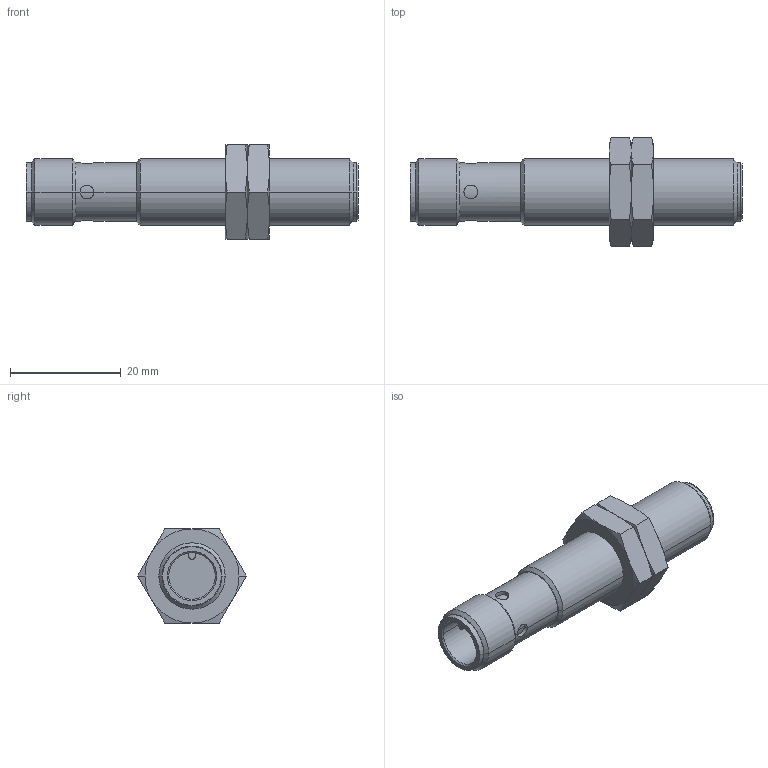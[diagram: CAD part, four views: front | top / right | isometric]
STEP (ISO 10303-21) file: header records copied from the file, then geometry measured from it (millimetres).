
FILE_DESCRIPTION( ( '' ), '1' );
FILE_NAME( 'ifc247_2_03.stp', '2008-10-06T09:18:41', ( '' ), ( '' ), ' ', ' ', ' ' );
FILE_SCHEMA( ( 'CONFIG_CONTROL_DESIGN' ) );
Length unit declared in the file: millimetre
Products named in the file (3): 1; 2; 3
Bounding box: 60 x 19.63 x 17 mm (x, y, z)
Volume: 7141 mm3; surface area: 3997.8 mm2
Topology: 3 solids, 3 shells, 109 faces, 236 edges, 140 vertices
Faces by surface type: cone 50, cylinder 33, plane 26
Entity records: 3246 total; most frequent: CARTESIAN_POINT 864, DIRECTION 476, ORIENTED_EDGE 472, EDGE_CURVE 236, AXIS2_PLACEMENT_3D 200, VERTEX_POINT 140, EDGE_LOOP 120, ADVANCED_FACE 109
